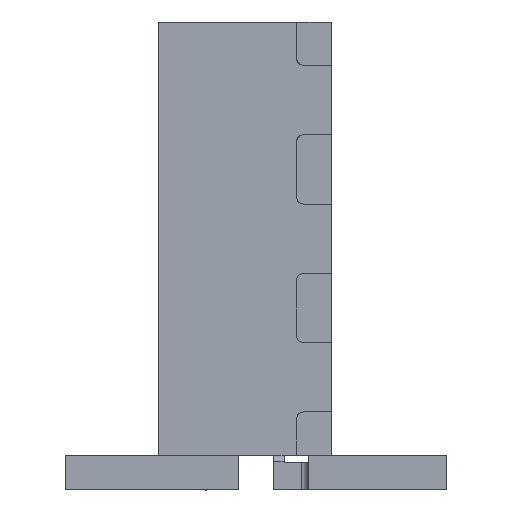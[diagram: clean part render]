
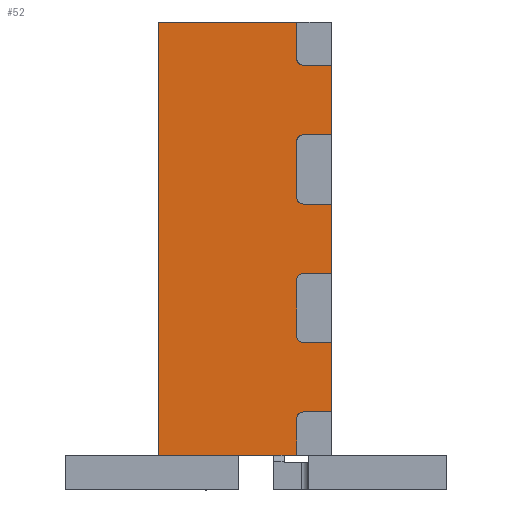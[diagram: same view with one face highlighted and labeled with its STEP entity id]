
A CAD part, left-side view. The second image highlights one B-rep face of the part: STEP entity #52.
In plain terms, the highlighted planar face has unit normal (-1, 0, 0).
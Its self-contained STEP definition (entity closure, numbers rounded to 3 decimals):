
#52=ADVANCED_FACE('',(#204),#2560,.T.);
#204=FACE_OUTER_BOUND('',#356,.T.);
#356=EDGE_LOOP('',(#640,#641,#642,#643,#644,#645,#646,#647,#648,#649,#650,
#651,#652,#653,#654,#655,#656,#657,#658,#659,#660,#661));
#640=ORIENTED_EDGE('',*,*,#1342,.F.);
#641=ORIENTED_EDGE('',*,*,#1435,.F.);
#642=ORIENTED_EDGE('',*,*,#1361,.T.);
#643=ORIENTED_EDGE('',*,*,#1428,.F.);
#644=ORIENTED_EDGE('',*,*,#1423,.F.);
#645=ORIENTED_EDGE('',*,*,#1427,.T.);
#646=ORIENTED_EDGE('',*,*,#1419,.T.);
#647=ORIENTED_EDGE('',*,*,#1348,.F.);
#648=ORIENTED_EDGE('',*,*,#1371,.T.);
#649=ORIENTED_EDGE('',*,*,#1440,.F.);
#650=ORIENTED_EDGE('',*,*,#1340,.F.);
#651=ORIENTED_EDGE('',*,*,#1431,.F.);
#652=ORIENTED_EDGE('',*,*,#1368,.T.);
#653=ORIENTED_EDGE('',*,*,#1346,.F.);
#654=ORIENTED_EDGE('',*,*,#1367,.T.);
#655=ORIENTED_EDGE('',*,*,#1438,.F.);
#656=ORIENTED_EDGE('',*,*,#1341,.F.);
#657=ORIENTED_EDGE('',*,*,#1433,.F.);
#658=ORIENTED_EDGE('',*,*,#1364,.T.);
#659=ORIENTED_EDGE('',*,*,#1344,.F.);
#660=ORIENTED_EDGE('',*,*,#1363,.T.);
#661=ORIENTED_EDGE('',*,*,#1436,.F.);
#1340=EDGE_CURVE('',#2204,#2205,#1868,.T.);
#1341=EDGE_CURVE('',#2206,#2207,#1869,.T.);
#1342=EDGE_CURVE('',#2208,#2209,#1870,.T.);
#1344=EDGE_CURVE('',#2219,#2218,#1872,.T.);
#1346=EDGE_CURVE('',#2227,#2226,#1874,.T.);
#1348=EDGE_CURVE('',#2233,#2266,#1876,.T.);
#1361=EDGE_CURVE('',#2212,#2211,#1772,.T.);
#1363=EDGE_CURVE('',#2219,#2217,#1774,.T.);
#1364=EDGE_CURVE('',#2220,#2218,#1775,.T.);
#1367=EDGE_CURVE('',#2227,#2225,#1778,.T.);
#1368=EDGE_CURVE('',#2228,#2226,#1779,.T.);
#1371=EDGE_CURVE('',#2233,#2232,#1782,.T.);
#1419=EDGE_CURVE('',#2265,#2266,#1923,.T.);
#1423=EDGE_CURVE('',#2269,#2270,#1927,.T.);
#1427=EDGE_CURVE('',#2269,#2265,#1931,.T.);
#1428=EDGE_CURVE('',#2270,#2211,#1932,.T.);
#1431=EDGE_CURVE('',#2228,#2204,#1935,.T.);
#1433=EDGE_CURVE('',#2220,#2206,#1937,.T.);
#1435=EDGE_CURVE('',#2212,#2208,#1939,.T.);
#1436=EDGE_CURVE('',#2209,#2217,#1940,.T.);
#1438=EDGE_CURVE('',#2207,#2225,#1942,.T.);
#1440=EDGE_CURVE('',#2205,#2232,#1944,.T.);
#1772=(
BOUNDED_CURVE()
B_SPLINE_CURVE(2,(#3188,#3189,#3190),.UNSPECIFIED.,.F.,.F.)
B_SPLINE_CURVE_WITH_KNOTS((3,3),(-4.712,0.),.UNSPECIFIED.)
CURVE()
GEOMETRIC_REPRESENTATION_ITEM()
RATIONAL_B_SPLINE_CURVE((1.,0.707,1.))
REPRESENTATION_ITEM('')
);
#1774=(
BOUNDED_CURVE()
B_SPLINE_CURVE(2,(#3194,#3195,#3196),.UNSPECIFIED.,.F.,.F.)
B_SPLINE_CURVE_WITH_KNOTS((3,3),(0.,4.712),.UNSPECIFIED.)
CURVE()
GEOMETRIC_REPRESENTATION_ITEM()
RATIONAL_B_SPLINE_CURVE((1.,0.707,1.))
REPRESENTATION_ITEM('')
);
#1775=(
BOUNDED_CURVE()
B_SPLINE_CURVE(2,(#3197,#3198,#3199),.UNSPECIFIED.,.F.,.F.)
B_SPLINE_CURVE_WITH_KNOTS((3,3),(-4.712,0.),.UNSPECIFIED.)
CURVE()
GEOMETRIC_REPRESENTATION_ITEM()
RATIONAL_B_SPLINE_CURVE((1.,0.707,1.))
REPRESENTATION_ITEM('')
);
#1778=(
BOUNDED_CURVE()
B_SPLINE_CURVE(2,(#3206,#3207,#3208),.UNSPECIFIED.,.F.,.F.)
B_SPLINE_CURVE_WITH_KNOTS((3,3),(0.,4.712),.UNSPECIFIED.)
CURVE()
GEOMETRIC_REPRESENTATION_ITEM()
RATIONAL_B_SPLINE_CURVE((1.,0.707,1.))
REPRESENTATION_ITEM('')
);
#1779=(
BOUNDED_CURVE()
B_SPLINE_CURVE(2,(#3209,#3210,#3211),.UNSPECIFIED.,.F.,.F.)
B_SPLINE_CURVE_WITH_KNOTS((3,3),(-4.712,0.),.UNSPECIFIED.)
CURVE()
GEOMETRIC_REPRESENTATION_ITEM()
RATIONAL_B_SPLINE_CURVE((1.,0.707,1.))
REPRESENTATION_ITEM('')
);
#1782=(
BOUNDED_CURVE()
B_SPLINE_CURVE(2,(#3218,#3219,#3220),.UNSPECIFIED.,.F.,.F.)
B_SPLINE_CURVE_WITH_KNOTS((3,3),(0.,4.712),.UNSPECIFIED.)
CURVE()
GEOMETRIC_REPRESENTATION_ITEM()
RATIONAL_B_SPLINE_CURVE((1.,0.707,1.))
REPRESENTATION_ITEM('')
);
#1868=B_SPLINE_CURVE_WITH_KNOTS('',1,(#3146,#3147),.UNSPECIFIED.,.F.,.F.,
(2,2),(0.,32.),.UNSPECIFIED.);
#1869=B_SPLINE_CURVE_WITH_KNOTS('',1,(#3148,#3149),.UNSPECIFIED.,.F.,.F.,
(2,2),(0.,32.),.UNSPECIFIED.);
#1870=B_SPLINE_CURVE_WITH_KNOTS('',1,(#3150,#3151),.UNSPECIFIED.,.F.,.F.,
(2,2),(0.,32.),.UNSPECIFIED.);
#1872=B_SPLINE_CURVE_WITH_KNOTS('',1,(#3154,#3155),.UNSPECIFIED.,.F.,.F.,
(2,2),(3.,29.),.UNSPECIFIED.);
#1874=B_SPLINE_CURVE_WITH_KNOTS('',1,(#3158,#3159),.UNSPECIFIED.,.F.,.F.,
(2,2),(3.,29.),.UNSPECIFIED.);
#1876=B_SPLINE_CURVE_WITH_KNOTS('',1,(#3162,#3163),.UNSPECIFIED.,.F.,.F.,
(2,2),(3.,20.),.UNSPECIFIED.);
#1923=B_SPLINE_CURVE_WITH_KNOTS('',1,(#3328,#3329),.UNSPECIFIED.,.F.,.F.,
(2,2),(-223.02,-139.02),.UNSPECIFIED.);
#1927=B_SPLINE_CURVE_WITH_KNOTS('',1,(#3336,#3337),.UNSPECIFIED.,.F.,.F.,
(2,2),(-223.02,-139.02),.UNSPECIFIED.);
#1931=B_SPLINE_CURVE_WITH_KNOTS('',1,(#3344,#3345),.UNSPECIFIED.,.F.,.F.,
(2,2),(12.,212.),.UNSPECIFIED.);
#1932=B_SPLINE_CURVE_WITH_KNOTS('',1,(#3346,#3347),.UNSPECIFIED.,.F.,.F.,
(2,2),(12.,29.),.UNSPECIFIED.);
#1935=B_SPLINE_CURVE_WITH_KNOTS('',1,(#3371,#3372,#3373),.UNSPECIFIED.,
 .F.,.F.,(2,1,2),(-29.,-19.,-16.),.UNSPECIFIED.);
#1937=B_SPLINE_CURVE_WITH_KNOTS('',1,(#3377,#3378),.UNSPECIFIED.,.F.,.F.,
(2,2),(0.,13.),.UNSPECIFIED.);
#1939=B_SPLINE_CURVE_WITH_KNOTS('',1,(#3382,#3383),.UNSPECIFIED.,.F.,.F.,
(2,2),(0.,13.),.UNSPECIFIED.);
#1940=B_SPLINE_CURVE_WITH_KNOTS('',1,(#3384,#3385,#3386),.UNSPECIFIED.,
 .F.,.F.,(2,1,2),(0.,3.,13.),.UNSPECIFIED.);
#1942=B_SPLINE_CURVE_WITH_KNOTS('',1,(#3390,#3391),.UNSPECIFIED.,.F.,.F.,
(2,2),(0.,13.),.UNSPECIFIED.);
#1944=B_SPLINE_CURVE_WITH_KNOTS('',1,(#3395,#3396),.UNSPECIFIED.,.F.,.F.,
(2,2),(0.,13.),.UNSPECIFIED.);
#2204=VERTEX_POINT('',#3078);
#2205=VERTEX_POINT('',#3079);
#2206=VERTEX_POINT('',#3080);
#2207=VERTEX_POINT('',#3081);
#2208=VERTEX_POINT('',#3082);
#2209=VERTEX_POINT('',#3083);
#2211=VERTEX_POINT('',#3085);
#2212=VERTEX_POINT('',#3086);
#2217=VERTEX_POINT('',#3091);
#2218=VERTEX_POINT('',#3092);
#2219=VERTEX_POINT('',#3093);
#2220=VERTEX_POINT('',#3094);
#2225=VERTEX_POINT('',#3099);
#2226=VERTEX_POINT('',#3100);
#2227=VERTEX_POINT('',#3101);
#2228=VERTEX_POINT('',#3102);
#2232=VERTEX_POINT('',#3106);
#2233=VERTEX_POINT('',#3107);
#2265=VERTEX_POINT('',#3139);
#2266=VERTEX_POINT('',#3140);
#2269=VERTEX_POINT('',#3143);
#2270=VERTEX_POINT('',#3144);
#2560=PLANE('',#2764);
#2764=AXIS2_PLACEMENT_3D('',#3074,#2919,$);
#2919=DIRECTION('',(-1.,0.,0.));
#3074=CARTESIAN_POINT('',(283.667,144.194,0.));
#3078=CARTESIAN_POINT('',(283.667,64.194,52.));
#3079=CARTESIAN_POINT('',(283.667,64.194,20.));
#3080=CARTESIAN_POINT('',(283.667,64.194,116.));
#3081=CARTESIAN_POINT('',(283.667,64.194,84.));
#3082=CARTESIAN_POINT('',(283.667,64.194,180.));
#3083=CARTESIAN_POINT('',(283.667,64.194,148.));
#3085=CARTESIAN_POINT('',(283.667,80.194,183.));
#3086=CARTESIAN_POINT('',(283.667,77.194,180.));
#3091=CARTESIAN_POINT('',(283.667,77.194,148.));
#3092=CARTESIAN_POINT('',(283.667,80.194,119.));
#3093=CARTESIAN_POINT('',(283.667,80.194,145.));
#3094=CARTESIAN_POINT('',(283.667,77.194,116.));
#3099=CARTESIAN_POINT('',(283.667,77.194,84.));
#3100=CARTESIAN_POINT('',(283.667,80.194,55.));
#3101=CARTESIAN_POINT('',(283.667,80.194,81.));
#3102=CARTESIAN_POINT('',(283.667,77.194,52.));
#3106=CARTESIAN_POINT('',(283.667,77.194,20.));
#3107=CARTESIAN_POINT('',(283.667,80.194,17.));
#3139=CARTESIAN_POINT('',(283.667,144.194,0.));
#3140=CARTESIAN_POINT('',(283.667,80.194,0.));
#3143=CARTESIAN_POINT('',(283.667,144.194,200.));
#3144=CARTESIAN_POINT('',(283.667,80.194,200.));
#3146=CARTESIAN_POINT('',(283.667,64.194,52.));
#3147=CARTESIAN_POINT('',(283.667,64.194,20.));
#3148=CARTESIAN_POINT('',(283.667,64.194,116.));
#3149=CARTESIAN_POINT('',(283.667,64.194,84.));
#3150=CARTESIAN_POINT('',(283.667,64.194,180.));
#3151=CARTESIAN_POINT('',(283.667,64.194,148.));
#3154=CARTESIAN_POINT('',(283.667,80.194,145.));
#3155=CARTESIAN_POINT('',(283.667,80.194,119.));
#3158=CARTESIAN_POINT('',(283.667,80.194,81.));
#3159=CARTESIAN_POINT('',(283.667,80.194,55.));
#3162=CARTESIAN_POINT('',(283.667,80.194,17.));
#3163=CARTESIAN_POINT('',(283.667,80.194,0.));
#3188=CARTESIAN_POINT('',(283.667,77.194,180.));
#3189=CARTESIAN_POINT('',(283.667,80.194,180.));
#3190=CARTESIAN_POINT('',(283.667,80.194,183.));
#3194=CARTESIAN_POINT('',(283.667,80.194,145.));
#3195=CARTESIAN_POINT('',(283.667,80.194,148.));
#3196=CARTESIAN_POINT('',(283.667,77.194,148.));
#3197=CARTESIAN_POINT('',(283.667,77.194,116.));
#3198=CARTESIAN_POINT('',(283.667,80.194,116.));
#3199=CARTESIAN_POINT('',(283.667,80.194,119.));
#3206=CARTESIAN_POINT('',(283.667,80.194,81.));
#3207=CARTESIAN_POINT('',(283.667,80.194,84.));
#3208=CARTESIAN_POINT('',(283.667,77.194,84.));
#3209=CARTESIAN_POINT('',(283.667,77.194,52.));
#3210=CARTESIAN_POINT('',(283.667,80.194,52.));
#3211=CARTESIAN_POINT('',(283.667,80.194,55.));
#3218=CARTESIAN_POINT('',(283.667,80.194,17.));
#3219=CARTESIAN_POINT('',(283.667,80.194,20.));
#3220=CARTESIAN_POINT('',(283.667,77.194,20.));
#3328=CARTESIAN_POINT('',(283.667,144.194,0.));
#3329=CARTESIAN_POINT('',(283.667,80.194,0.));
#3336=CARTESIAN_POINT('',(283.667,144.194,200.));
#3337=CARTESIAN_POINT('',(283.667,80.194,200.));
#3344=CARTESIAN_POINT('',(283.667,144.194,200.));
#3345=CARTESIAN_POINT('',(283.667,144.194,0.));
#3346=CARTESIAN_POINT('',(283.667,80.194,200.));
#3347=CARTESIAN_POINT('',(283.667,80.194,183.));
#3371=CARTESIAN_POINT('',(283.667,77.194,52.));
#3372=CARTESIAN_POINT('',(283.667,67.194,52.));
#3373=CARTESIAN_POINT('',(283.667,64.194,52.));
#3377=CARTESIAN_POINT('',(283.667,77.194,116.));
#3378=CARTESIAN_POINT('',(283.667,64.194,116.));
#3382=CARTESIAN_POINT('',(283.667,77.194,180.));
#3383=CARTESIAN_POINT('',(283.667,64.194,180.));
#3384=CARTESIAN_POINT('',(283.667,64.194,148.));
#3385=CARTESIAN_POINT('',(283.667,67.194,148.));
#3386=CARTESIAN_POINT('',(283.667,77.194,148.));
#3390=CARTESIAN_POINT('',(283.667,64.194,84.));
#3391=CARTESIAN_POINT('',(283.667,77.194,84.));
#3395=CARTESIAN_POINT('',(283.667,64.194,20.));
#3396=CARTESIAN_POINT('',(283.667,77.194,20.));
